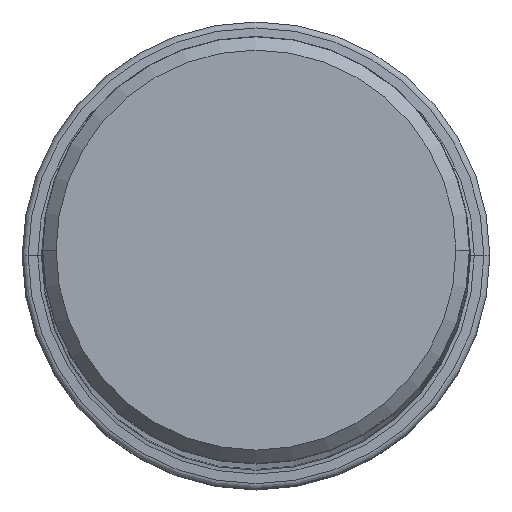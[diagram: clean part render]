
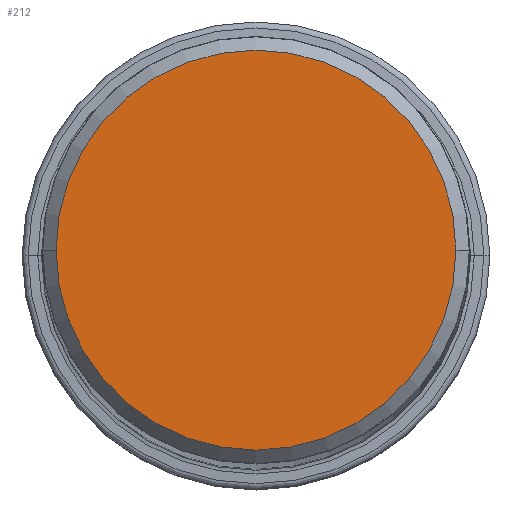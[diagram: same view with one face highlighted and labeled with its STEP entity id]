
A CAD part, top view. The second image highlights one B-rep face of the part: STEP entity #212.
In plain terms, the highlighted planar face has unit normal (0, 0, 1).
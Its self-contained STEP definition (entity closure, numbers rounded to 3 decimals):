
#143=FACE_OUTER_BOUND('',#291,.T.);
#212=ADVANCED_FACE('',(#143),#250,.F.);
#250=PLANE('',#1296);
#291=EDGE_LOOP('',(#465,#466));
#465=ORIENTED_EDGE('',*,*,#763,.T.);
#466=ORIENTED_EDGE('',*,*,#764,.T.);
#653=VERTEX_POINT('',#2035);
#654=VERTEX_POINT('',#2036);
#763=EDGE_CURVE('',#653,#654,#901,.T.);
#764=EDGE_CURVE('',#654,#653,#902,.T.);
#901=CIRCLE('',#1294,14.965);
#902=CIRCLE('',#1295,14.965);
#1294=AXIS2_PLACEMENT_3D('',#2034,#1611,#1612);
#1295=AXIS2_PLACEMENT_3D('',#2037,#1613,#1614);
#1296=AXIS2_PLACEMENT_3D('',#2038,#1615,#1616);
#1611=DIRECTION('',(0.,0.,1.));
#1612=DIRECTION('',(-1.,0.,0.));
#1613=DIRECTION('',(0.,0.,1.));
#1614=DIRECTION('',(1.,0.,0.));
#1615=DIRECTION('',(0.,0.,-1.));
#1616=DIRECTION('',(1.,0.,0.));
#2034=CARTESIAN_POINT('',(0.,0.,0.));
#2035=CARTESIAN_POINT('',(-14.965,0.,0.));
#2036=CARTESIAN_POINT('',(14.965,0.,0.));
#2037=CARTESIAN_POINT('',(0.,0.,0.));
#2038=CARTESIAN_POINT('',(0.,0.,0.));
